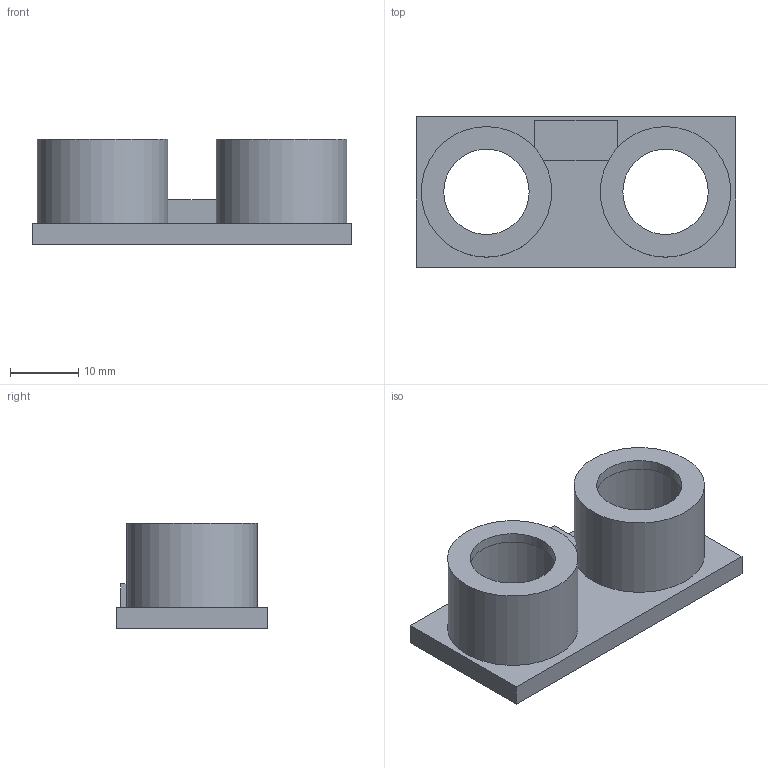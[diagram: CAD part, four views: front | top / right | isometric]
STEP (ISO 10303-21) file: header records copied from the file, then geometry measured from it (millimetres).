
FILE_DESCRIPTION(('Open CASCADE Model'),'2;1');
FILE_NAME('Open CASCADE Shape Model','2024-08-20T11:47:35',('Author'),( 'Open CASCADE'),'Open CASCADE STEP processor 7.7','Open CASCADE 7.7' ,'Unknown');
FILE_SCHEMA(('AUTOMOTIVE_DESIGN { 1 0 10303 214 1 1 1 1 }'));
Length unit declared in the file: millimetre
Products named in the file (7): hcrs204; chip_case; chip_case_part; mic_case; mic_case_part; crystal_case; crystal_case_part
Assembly tree (6 placements, depth 3):
  hcrs204
    chip_case
      chip_case_part
    mic_case
      mic_case_part
    crystal_case
      crystal_case_part
Bounding box: 46.7 x 22 x 15.5 mm (x, y, z)
Volume: 3477.2 mm3; surface area: 5671 mm2
Topology: 4 solids, 4 shells, 40 faces, 84 edges, 56 vertices
Faces by surface type: plane 32, cylinder 8
Full cylindrical faces by diameter (mm): 12.5 x2, 16.1 x4, 19.1 x2
Entity records: 2294 total; most frequent: CARTESIAN_POINT 367, DIRECTION 360, LINE 220, VECTOR 220, ORIENTED_EDGE 168, PCURVE 168, DEFINITIONAL_REPRESENTATION 168, EDGE_CURVE 84
